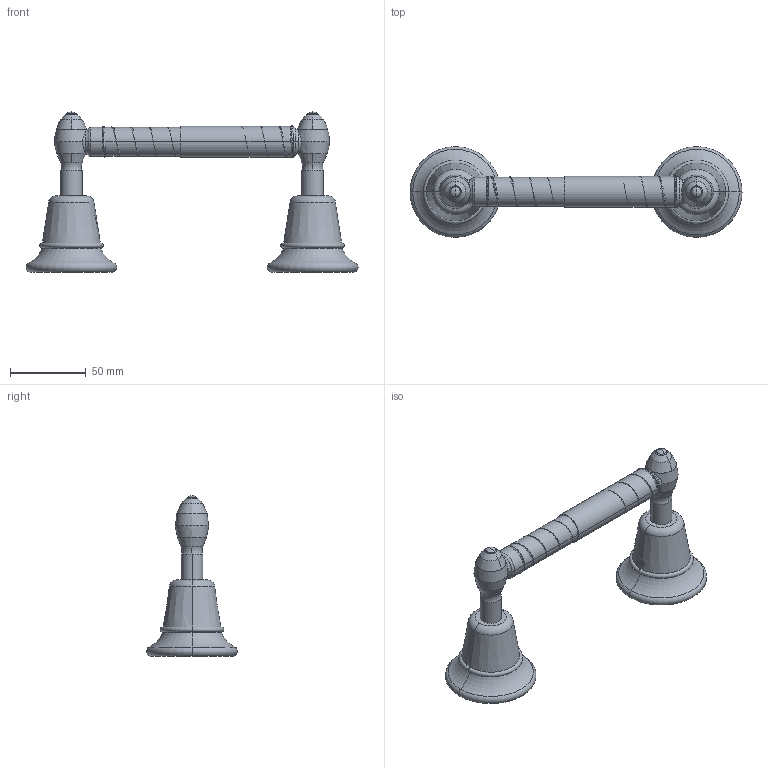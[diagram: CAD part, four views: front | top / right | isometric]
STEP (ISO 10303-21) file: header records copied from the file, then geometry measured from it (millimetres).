
FILE_DESCRIPTION((''),'2;1');
FILE_NAME('31-28_WEB','2010-11-11T',('project'),(''),'PRO/ENGINEER BY PARAMETRIC TECHNOLOGY CORPORATION, 2009300','PRO/ENGINEER BY PARAMETRIC TECHNOLOGY CORPORATION, 2009300','');
FILE_SCHEMA(('CONFIG_CONTROL_DESIGN'));
Length unit declared in the file: inch
Products named in the file (1): 31-28_WEB
Bounding box: 218.43 x 59.68 x 105.49 mm (x, y, z)
Surface area: 37480 mm2 (no closed solid volume)
Topology: 0 solids, 19 shells, 151 faces, 406 edges, 266 vertices
Faces by surface type: cylinder 56, bspline 40, torus 28, cone 14, plane 9, sphere 4
Entity records: 13307 total; most frequent: CARTESIAN_POINT 9991, ORIENTED_EDGE 678, DIRECTION 584, EDGE_CURVE 402, VERTEX_POINT 266, AXIS2_PLACEMENT_3D 249, B_SPLINE_CURVE_WITH_KNOTS 178, EDGE_LOOP 152
